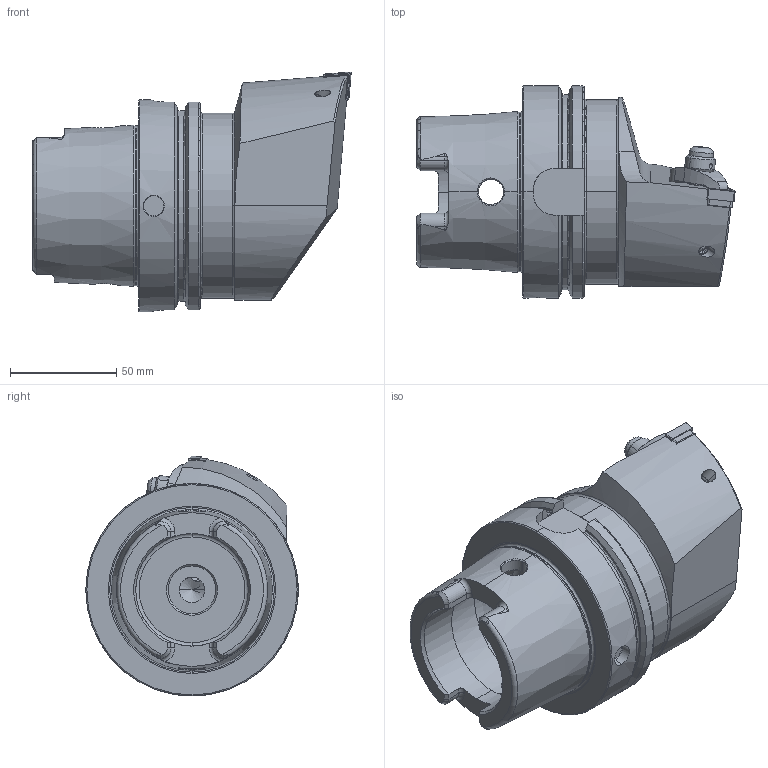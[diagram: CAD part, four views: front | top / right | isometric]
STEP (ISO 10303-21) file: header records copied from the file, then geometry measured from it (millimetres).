
FILE_DESCRIPTION (( 'STEP AP214' ), '1' );
FILE_NAME ('HA0.KCD.LLA.100.STEP', '2017-06-08T07:39:03', ( 'SWIAdmin' ), ( 'Hewlett-Packard Company' ), 'SwSTEP 2.0', 'SolidWorks 2017', '' );
FILE_SCHEMA (( 'AUTOMOTIVE_DESIGN' ));
Length unit declared in the file: millimetre
Products named in the file (11): KVT_MB_600_060; ISO 13337 - 3 x 12_PreviewCfg; WCC-ER4.103.032_A; WCC-ER5.102.005_A; WCC-ER5.102.012_B; WCD-ER2.101.003_A; WCC-ER3.102.024_C; WCC-ER2.001.010_A; CNMG120404; HA0-KCD.LLA.100_C_Fertigbearbeitung; HA0.KCD.LLA.100
Assembly tree (10 placements, depth 2):
  HA0.KCD.LLA.100
    HA0-KCD.LLA.100_C_Fertigbearbeitung
    CNMG120404
    WCC-ER2.001.010_A
    WCC-ER3.102.024_C
    WCD-ER2.101.003_A
    WCC-ER5.102.012_B
    WCC-ER5.102.005_A
    WCC-ER4.103.032_A
    ISO 13337 - 3 x 12_PreviewCfg
    KVT_MB_600_060
Bounding box: 149.9 x 100 x 113 mm (x, y, z)
Volume: 560872.8 mm3; surface area: 74430.5 mm2
Topology: 11 solids, 11 shells, 468 faces, 1172 edges, 712 vertices
Faces by surface type: cylinder 154, plane 120, cone 111, torus 64, bspline 17, sphere 2
Entity records: 17899 total; most frequent: CARTESIAN_POINT 5278, ORIENTED_EDGE 2302, DIRECTION 2284, EDGE_CURVE 1151, AXIS2_PLACEMENT_3D 920, VERTEX_POINT 709, EDGE_LOOP 496, ADVANCED_FACE 468
